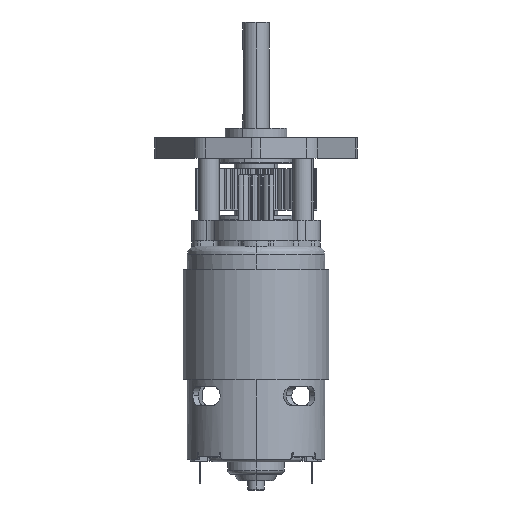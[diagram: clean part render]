
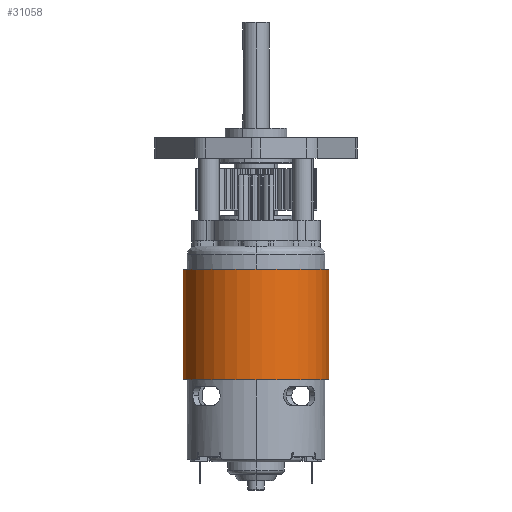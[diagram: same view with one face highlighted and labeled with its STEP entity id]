
A CAD part, left-side view. The second image highlights one B-rep face of the part: STEP entity #31058.
In plain terms, the highlighted cylindrical face has radius 22.416 mm (diameter 44.831 mm), a partial arc.
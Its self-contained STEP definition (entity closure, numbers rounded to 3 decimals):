
#1402 = DIRECTION ( 'NONE',  ( -1., 0., 0. ) ) ;
#2362 = DIRECTION ( 'NONE',  ( 0., 0., -1. ) ) ;
#3381 = CARTESIAN_POINT ( 'NONE',  ( 41.1, 0., 0. ) ) ;
#6302 = LINE ( 'NONE', #25961, #49503 ) ;
#7552 = CYLINDRICAL_SURFACE ( 'NONE', #7928, 22.416 ) ;
#7928 = AXIS2_PLACEMENT_3D ( 'NONE', #39883, #19946, #43548 ) ;
#12186 = CARTESIAN_POINT ( 'NONE',  ( 7.1, 0., 0. ) ) ;
#13842 = LINE ( 'NONE', #44648, #33741 ) ;
#14569 = FACE_OUTER_BOUND ( 'NONE', #21913, .T. ) ;
#14954 = VERTEX_POINT ( 'NONE', #33131 ) ;
#15851 = CARTESIAN_POINT ( 'NONE',  ( 41.1, 5.808, 21.65 ) ) ;
#16307 = DIRECTION ( 'NONE',  ( -1., 0., 0. ) ) ;
#17463 = CIRCLE ( 'NONE', #46384, 22.416 ) ;
#18129 = CIRCLE ( 'NONE', #47092, 22.416 ) ;
#19946 = DIRECTION ( 'NONE',  ( -1., 0., 0. ) ) ;
#21125 = ORIENTED_EDGE ( 'NONE', *, *, #35101, .F. ) ;
#21405 = EDGE_CURVE ( 'NONE', #29165, #40715, #6302, .T. ) ;
#21443 = EDGE_CURVE ( 'NONE', #34607, #14954, #13842, .T. ) ;
#21831 = DIRECTION ( 'NONE',  ( -1., 0., 0. ) ) ;
#21913 = EDGE_LOOP ( 'NONE', ( #21125, #27911, #32638, #38634 ) ) ;
#24312 = DIRECTION ( 'NONE',  ( 0., 0., 1. ) ) ;
#25961 = CARTESIAN_POINT ( 'NONE',  ( 75.2, -5.808, 21.65 ) ) ;
#27911 = ORIENTED_EDGE ( 'NONE', *, *, #21443, .F. ) ;
#28096 = EDGE_CURVE ( 'NONE', #34607, #29165, #17463, .T. ) ;
#29165 = VERTEX_POINT ( 'NONE', #39778 ) ;
#31058 = ADVANCED_FACE ( 'NONE', ( #14569 ), #7552, .T. ) ;
#32638 = ORIENTED_EDGE ( 'NONE', *, *, #28096, .T. ) ;
#33131 = CARTESIAN_POINT ( 'NONE',  ( 7.1, 5.808, 21.65 ) ) ;
#33741 = VECTOR ( 'NONE', #1402, 1000. ) ;
#34607 = VERTEX_POINT ( 'NONE', #15851 ) ;
#34695 = DIRECTION ( 'NONE',  ( -1., 0., 0. ) ) ;
#35101 = EDGE_CURVE ( 'NONE', #14954, #40715, #18129, .T. ) ;
#38634 = ORIENTED_EDGE ( 'NONE', *, *, #21405, .T. ) ;
#39778 = CARTESIAN_POINT ( 'NONE',  ( 41.1, -5.808, 21.65 ) ) ;
#39883 = CARTESIAN_POINT ( 'NONE',  ( 104.501, 0., 0. ) ) ;
#40715 = VERTEX_POINT ( 'NONE', #50675 ) ;
#43548 = DIRECTION ( 'NONE',  ( 0., 0., 1. ) ) ;
#44648 = CARTESIAN_POINT ( 'NONE',  ( 75.2, 5.808, 21.65 ) ) ;
#46384 = AXIS2_PLACEMENT_3D ( 'NONE', #3381, #34695, #2362 ) ;
#47092 = AXIS2_PLACEMENT_3D ( 'NONE', #12186, #16307, #24312 ) ;
#49503 = VECTOR ( 'NONE', #21831, 1000. ) ;
#50675 = CARTESIAN_POINT ( 'NONE',  ( 7.1, -5.808, 21.65 ) ) ;
